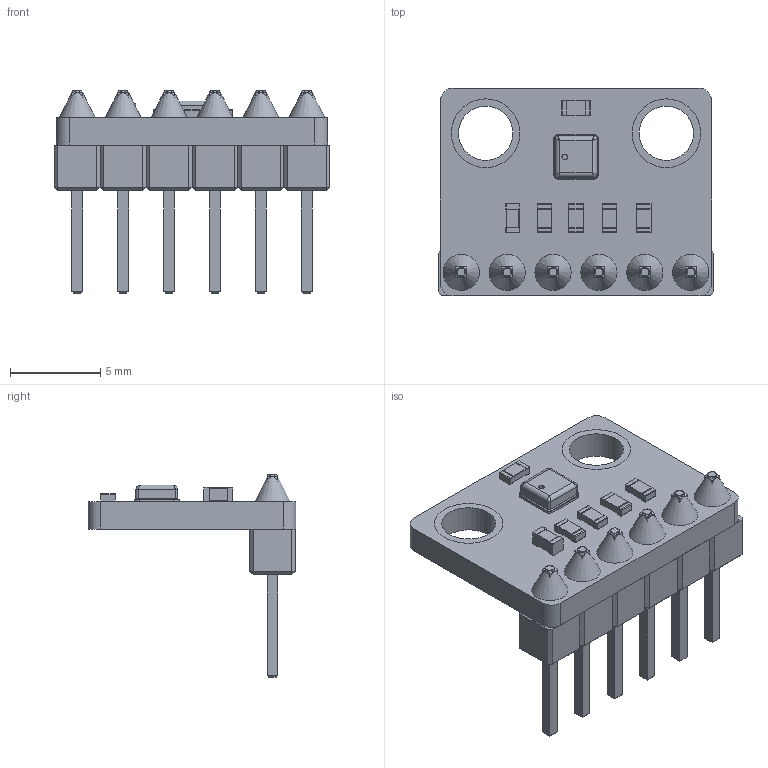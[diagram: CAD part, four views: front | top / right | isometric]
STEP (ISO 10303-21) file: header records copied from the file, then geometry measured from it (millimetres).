
FILE_DESCRIPTION(('FreeCAD Model'),'2;1');
FILE_NAME('Open CASCADE Shape Model','2023-12-06T18:31:28',(''),(''), 'Open CASCADE STEP processor 7.7','FreeCAD','Unknown');
FILE_SCHEMA(('AUTOMOTIVE_DESIGN { 1 0 10303 214 1 1 1 1 }'));
Length unit declared in the file: millimetre
Products named in the file (11): Part; PCB; BME280; R_0603_1608Metric; R_0603_1608Metric001; R_0603_1608Metric002; R_0603_1608Metric003; R_0603_1608Metric004; C_0603_1608Metric; Pins; Pin
Assembly tree (15 placements, depth 3):
  Part
    PCB
    BME280
    R_0603_1608Metric
    R_0603_1608Metric001
    R_0603_1608Metric002
    R_0603_1608Metric003
    R_0603_1608Metric004
    C_0603_1608Metric
    Pins
      Pin  x6
Bounding box: 15.24 x 11.5 x 11.2 mm (x, y, z)
Volume: 362.2 mm3; surface area: 866.7 mm2
Topology: 14 solids, 14 shells, 1047 faces, 2553 edges, 1594 vertices
Faces by surface type: plane 591, extrusion 331, cylinder 81, cone 36, torus 4, bspline 4
Full cylindrical faces by diameter (mm): 0.3 x1, 1 x6, 3 x2
Entity records: 26301 total; most frequent: CARTESIAN_POINT 7446, ORIENTED_EDGE 3858, DIRECTION 2610, EDGE_CURVE 1929, VECTOR 1384, VERTEX_POINT 1264, LINE 1053, B_SPLINE_CURVE_WITH_KNOTS 1007
